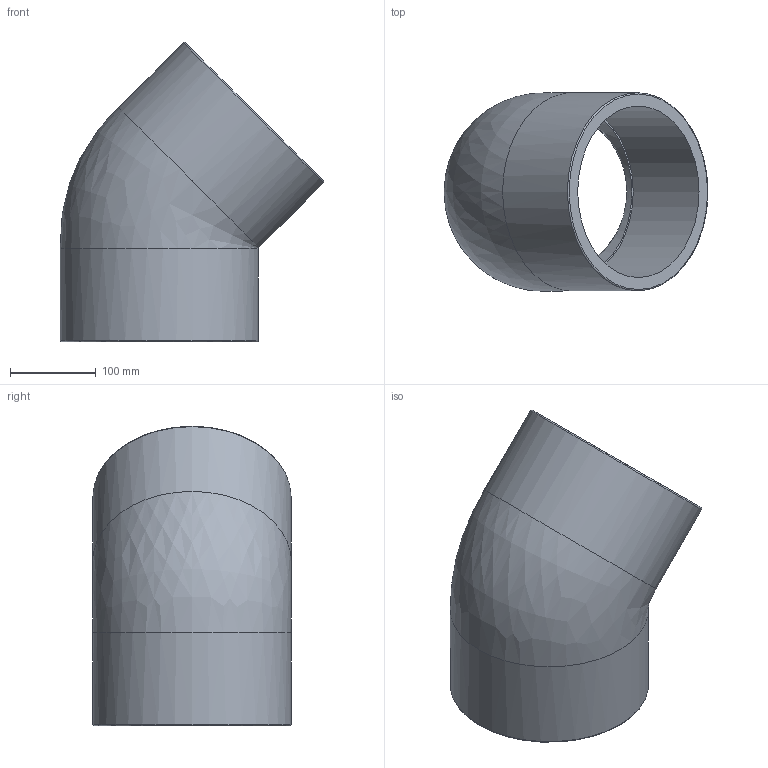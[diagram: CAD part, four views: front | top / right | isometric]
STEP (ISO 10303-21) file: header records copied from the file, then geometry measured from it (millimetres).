
FILE_DESCRIPTION(/* description */ (''),/* implementation_level */ '2;1');
FILE_NAME(/* name */ 'HIV200.ipt.stp',/* time_stamp */ '2013-10-01T14:43:18+02:00',/* author */ ('Marco de Biase'),/* organization */ (''),/* preprocessor_version */ 'ST-DEVELOPER v15.2',/* originating_system */ 'Autodesk Inventor 2014',/* authorisation */ '');
FILE_SCHEMA (('AUTOMOTIVE_DESIGN { 1 0 10303 214 3 1 1 }'));
Length unit declared in the file: millimetre
Products named in the file (1): HIV200
Bounding box: 307.56 x 231 x 349.06 mm (x, y, z)
Volume: 3395444.3 mm3; surface area: 440763.9 mm2
Topology: 1 solids, 1 shells, 12 faces, 31 edges, 23 vertices
Faces by surface type: cylinder 4, plane 4, torus 2, bspline 2
Full cylindrical faces by diameter (mm): 200 x2, 231 x2
Entity records: 7067 total; most frequent: CARTESIAN_POINT 6755, DIRECTION 64, ORIENTED_EDGE 50, AXIS2_PLACEMENT_3D 32, EDGE_CURVE 25, VERTEX_POINT 23, EDGE_LOOP 22, CIRCLE 21
